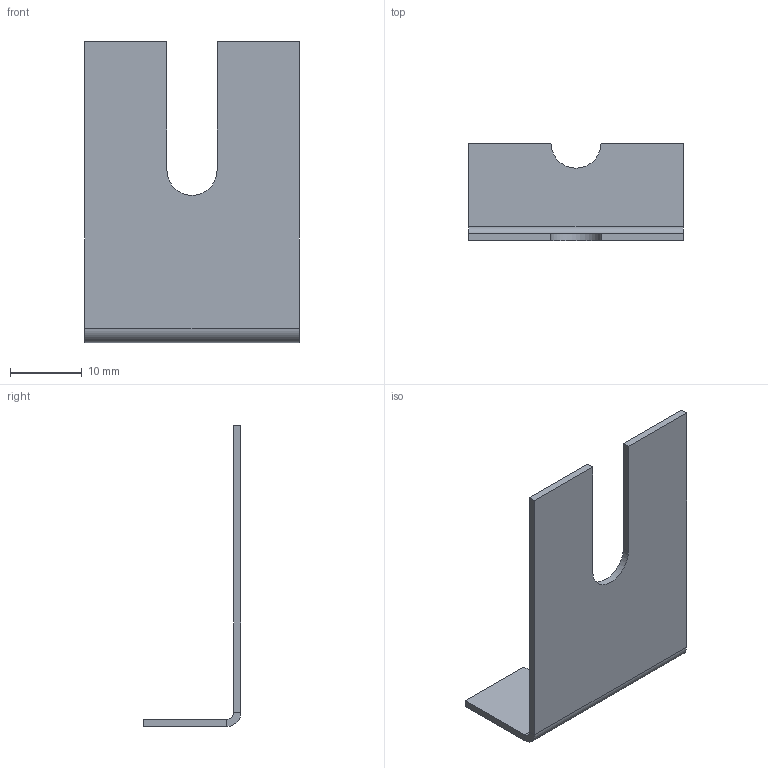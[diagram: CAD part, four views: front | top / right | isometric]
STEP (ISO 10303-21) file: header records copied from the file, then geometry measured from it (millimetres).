
FILE_DESCRIPTION (( 'STEP AP203' ), '1' );
FILE_NAME ('Äåðæàòåëü êðûøêè_38500INOX.STEP', '2012-11-09T08:44:10', ( 'Àñååâ' ), ( '' ), 'SwSTEP 2.0', 'SolidWorks 2012', '' );
FILE_SCHEMA (( 'CONFIG_CONTROL_DESIGN' ));
Length unit declared in the file: millimetre
Products named in the file (1): Äåðæàòåëü êðûøêè_38500INOX
Bounding box: 30 x 13.67 x 42.07 mm (x, y, z)
Volume: 1458.5 mm3; surface area: 3129.2 mm2
Topology: 1 solids, 1 shells, 20 faces, 46 edges, 28 vertices
Faces by surface type: plane 16, cylinder 4
Entity records: 631 total; most frequent: DIRECTION 96, CARTESIAN_POINT 95, ORIENTED_EDGE 92, EDGE_CURVE 46, LINE 38, VECTOR 38, AXIS2_PLACEMENT_3D 29, VERTEX_POINT 28
